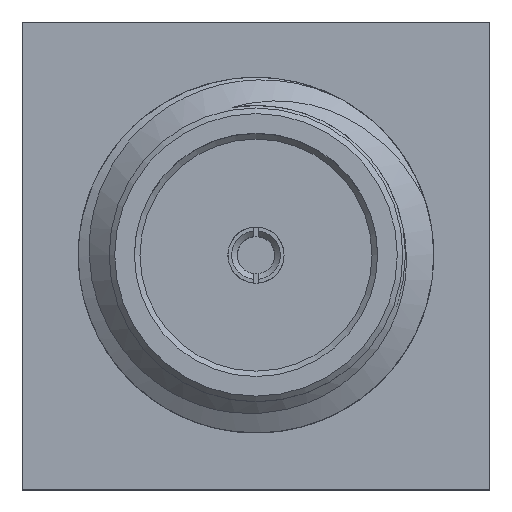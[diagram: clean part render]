
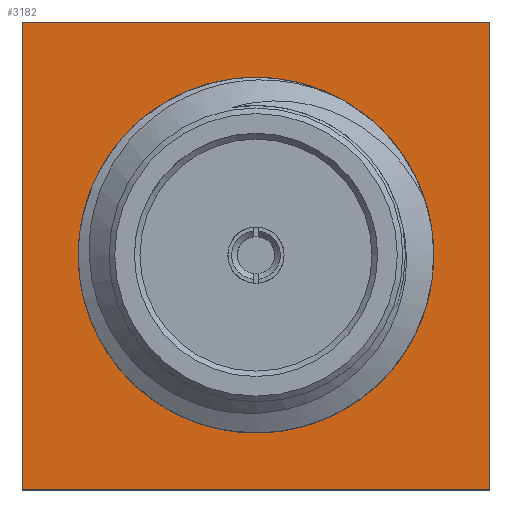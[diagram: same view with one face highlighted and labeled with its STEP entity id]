
A CAD part, top view. The second image highlights one B-rep face of the part: STEP entity #3182.
In plain terms, the highlighted planar face has unit normal (0, 0, 1).
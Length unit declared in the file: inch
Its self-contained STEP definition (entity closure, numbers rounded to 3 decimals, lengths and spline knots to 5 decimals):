
#2 = CARTESIAN_POINT ( 'NONE',  ( 0., 0., -0.315 ) ) ;
#328 = ORIENTED_EDGE ( 'NONE', *, *, #2395, .F. ) ;
#350 = CIRCLE ( 'NONE', #2037, 0.0785 ) ;
#444 = EDGE_CURVE ( 'NONE', #806, #2405, #1960, .T. ) ;
#497 = DIRECTION ( 'NONE',  ( 1., 0., 0. ) ) ;
#601 = LINE ( 'NONE', #901, #1354 ) ;
#739 = PLANE ( 'NONE',  #889 ) ;
#785 = VERTEX_POINT ( 'NONE', #1322 ) ;
#806 = VERTEX_POINT ( 'NONE', #932 ) ;
#889 = AXIS2_PLACEMENT_3D ( 'NONE', #3506, #1831, #3274 ) ;
#901 = CARTESIAN_POINT ( 'NONE',  ( -0.125, -0.125, -0.315 ) ) ;
#932 = CARTESIAN_POINT ( 'NONE',  ( 0.125, 0.125, -0.315 ) ) ;
#1039 = FACE_BOUND ( 'NONE', #2392, .T. ) ;
#1110 = EDGE_CURVE ( 'NONE', #1954, #3163, #3048, .T. ) ;
#1236 = VECTOR ( 'NONE', #2043, 39.37008 ) ;
#1322 = CARTESIAN_POINT ( 'NONE',  ( -0.0785, 0., -0.315 ) ) ;
#1347 = CARTESIAN_POINT ( 'NONE',  ( -0.125, -0.125, -0.315 ) ) ;
#1354 = VECTOR ( 'NONE', #3339, 39.37008 ) ;
#1506 = EDGE_LOOP ( 'NONE', ( #2567, #2667, #3213, #2316 ) ) ;
#1544 = LINE ( 'NONE', #1824, #1236 ) ;
#1641 = DIRECTION ( 'NONE',  ( 0., 0., 1. ) ) ;
#1685 = CARTESIAN_POINT ( 'NONE',  ( -0.125, 0.125, -0.315 ) ) ;
#1743 = CARTESIAN_POINT ( 'NONE',  ( -0.125, -0.125, -0.315 ) ) ;
#1824 = CARTESIAN_POINT ( 'NONE',  ( 0.125, -0.125, -0.315 ) ) ;
#1831 = DIRECTION ( 'NONE',  ( 0., 0., -1. ) ) ;
#1954 = VERTEX_POINT ( 'NONE', #1743 ) ;
#1960 = LINE ( 'NONE', #1685, #3080 ) ;
#2037 = AXIS2_PLACEMENT_3D ( 'NONE', #2, #1641, #2081 ) ;
#2043 = DIRECTION ( 'NONE',  ( 0., 1., 0. ) ) ;
#2081 = DIRECTION ( 'NONE',  ( -1., 0., 0. ) ) ;
#2175 = FACE_OUTER_BOUND ( 'NONE', #1506, .T. ) ;
#2266 = DIRECTION ( 'NONE',  ( -1., 0., 0. ) ) ;
#2316 = ORIENTED_EDGE ( 'NONE', *, *, #1110, .T. ) ;
#2392 = EDGE_LOOP ( 'NONE', ( #328 ) ) ;
#2395 = EDGE_CURVE ( 'NONE', #785, #785, #350, .T. ) ;
#2405 = VERTEX_POINT ( 'NONE', #2419 ) ;
#2419 = CARTESIAN_POINT ( 'NONE',  ( -0.125, 0.125, -0.315 ) ) ;
#2501 = VECTOR ( 'NONE', #497, 39.37008 ) ;
#2567 = ORIENTED_EDGE ( 'NONE', *, *, #3522, .T. ) ;
#2667 = ORIENTED_EDGE ( 'NONE', *, *, #444, .T. ) ;
#2782 = EDGE_CURVE ( 'NONE', #2405, #1954, #601, .T. ) ;
#3048 = LINE ( 'NONE', #1347, #2501 ) ;
#3080 = VECTOR ( 'NONE', #2266, 39.37008 ) ;
#3159 = CARTESIAN_POINT ( 'NONE',  ( 0.125, -0.125, -0.315 ) ) ;
#3163 = VERTEX_POINT ( 'NONE', #3159 ) ;
#3182 = ADVANCED_FACE ( 'NONE', ( #1039, #2175 ), #739, .F. ) ;
#3213 = ORIENTED_EDGE ( 'NONE', *, *, #2782, .T. ) ;
#3274 = DIRECTION ( 'NONE',  ( 0., -1., 0. ) ) ;
#3339 = DIRECTION ( 'NONE',  ( 0., -1., 0. ) ) ;
#3506 = CARTESIAN_POINT ( 'NONE',  ( 0., 0., -0.315 ) ) ;
#3522 = EDGE_CURVE ( 'NONE', #3163, #806, #1544, .T. ) ;
